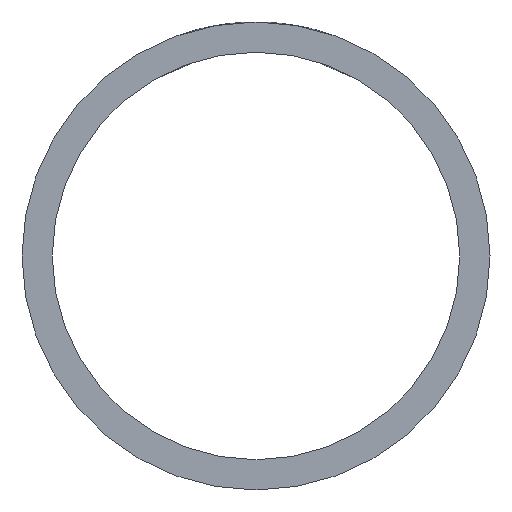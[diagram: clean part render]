
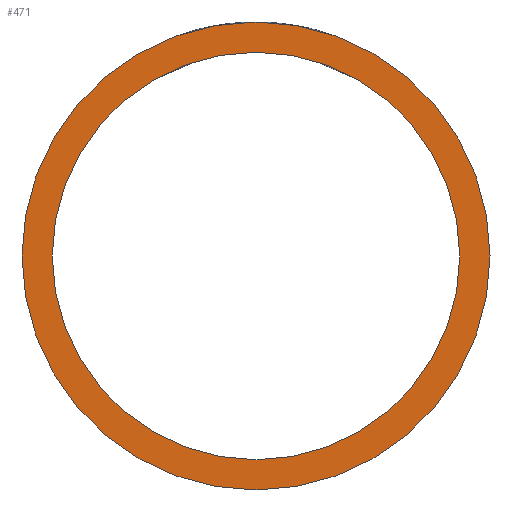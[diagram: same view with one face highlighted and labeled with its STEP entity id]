
A CAD part, left-side view. The second image highlights one B-rep face of the part: STEP entity #471.
In plain terms, the highlighted planar face has unit normal (-1, 0, 0).
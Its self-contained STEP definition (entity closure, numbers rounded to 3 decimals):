
#8 = DIRECTION ( 'NONE',  ( 0., -1., 0. ) ) ;
#11 = AXIS2_PLACEMENT_3D ( 'NONE', #350, #394, #237 ) ;
#21 = ORIENTED_EDGE ( 'NONE', *, *, #213, .F. ) ;
#26 = VERTEX_POINT ( 'NONE', #159 ) ;
#39 = AXIS2_PLACEMENT_3D ( 'NONE', #100, #169, #171 ) ;
#47 = FACE_OUTER_BOUND ( 'NONE', #336, .T. ) ;
#55 = DIRECTION ( 'NONE',  ( 0., -1., 0. ) ) ;
#58 = CARTESIAN_POINT ( 'NONE',  ( -93., 0., 0. ) ) ;
#63 = ORIENTED_EDGE ( 'NONE', *, *, #428, .T. ) ;
#69 = EDGE_LOOP ( 'NONE', ( #83, #21 ) ) ;
#80 = CARTESIAN_POINT ( 'NONE',  ( -93., 30.15, 0. ) ) ;
#83 = ORIENTED_EDGE ( 'NONE', *, *, #233, .F. ) ;
#85 = CARTESIAN_POINT ( 'NONE',  ( -93., 26.25, 0. ) ) ;
#100 = CARTESIAN_POINT ( 'NONE',  ( -93., 0., 0. ) ) ;
#101 = VERTEX_POINT ( 'NONE', #80 ) ;
#130 = FACE_BOUND ( 'NONE', #69, .T. ) ;
#152 = EDGE_CURVE ( 'NONE', #101, #26, #190, .T. ) ;
#159 = CARTESIAN_POINT ( 'NONE',  ( -93., -30.15, 0. ) ) ;
#168 = CIRCLE ( 'NONE', #228, 26.25 ) ;
#169 = DIRECTION ( 'NONE',  ( -1., 0., 0. ) ) ;
#170 = CARTESIAN_POINT ( 'NONE',  ( -93., 0., 0. ) ) ;
#171 = DIRECTION ( 'NONE',  ( 0., -1., 0. ) ) ;
#175 = AXIS2_PLACEMENT_3D ( 'NONE', #341, #227, #485 ) ;
#190 = CIRCLE ( 'NONE', #39, 30.15 ) ;
#199 = PLANE ( 'NONE',  #411 ) ;
#204 = DIRECTION ( 'NONE',  ( -1., 0., 0. ) ) ;
#213 = EDGE_CURVE ( 'NONE', #357, #466, #376, .T. ) ;
#227 = DIRECTION ( 'NONE',  ( -1., 0., 0. ) ) ;
#228 = AXIS2_PLACEMENT_3D ( 'NONE', #58, #204, #55 ) ;
#233 = EDGE_CURVE ( 'NONE', #466, #357, #168, .T. ) ;
#237 = DIRECTION ( 'NONE',  ( 0., -1., 0. ) ) ;
#328 = ORIENTED_EDGE ( 'NONE', *, *, #152, .T. ) ;
#336 = EDGE_LOOP ( 'NONE', ( #328, #63 ) ) ;
#341 = CARTESIAN_POINT ( 'NONE',  ( -93., 0., 0. ) ) ;
#349 = DIRECTION ( 'NONE',  ( -1., 0., 0. ) ) ;
#350 = CARTESIAN_POINT ( 'NONE',  ( -93., 0., 0. ) ) ;
#352 = CIRCLE ( 'NONE', #175, 30.15 ) ;
#357 = VERTEX_POINT ( 'NONE', #412 ) ;
#376 = CIRCLE ( 'NONE', #11, 26.25 ) ;
#394 = DIRECTION ( 'NONE',  ( -1., 0., 0. ) ) ;
#411 = AXIS2_PLACEMENT_3D ( 'NONE', #170, #349, #8 ) ;
#412 = CARTESIAN_POINT ( 'NONE',  ( -93., -26.25, 0. ) ) ;
#428 = EDGE_CURVE ( 'NONE', #26, #101, #352, .T. ) ;
#466 = VERTEX_POINT ( 'NONE', #85 ) ;
#471 = ADVANCED_FACE ( 'NONE', ( #130, #47 ), #199, .T. ) ;
#485 = DIRECTION ( 'NONE',  ( 0., -1., 0. ) ) ;
